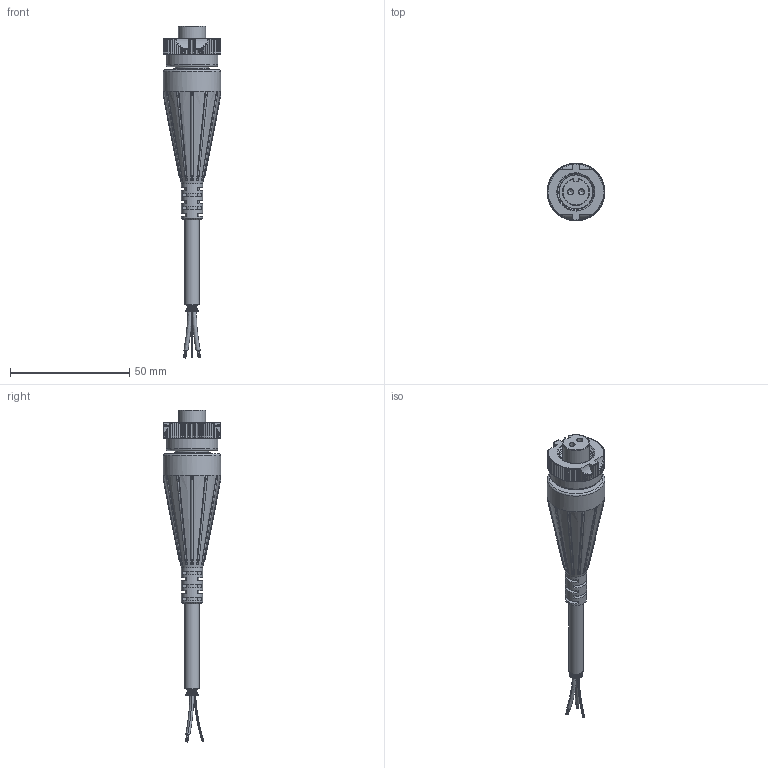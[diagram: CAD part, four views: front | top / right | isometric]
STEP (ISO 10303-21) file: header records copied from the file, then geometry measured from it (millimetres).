
FILE_DESCRIPTION(/* description */ (''),/* implementation_level */ '2;1');
FILE_NAME(/* name */ 'D2C.stp',/* time_stamp */ '2017-05-03T15:13:49-04:00',/* author */ ('aneininger'),/* organization */ (''),/* preprocessor_version */ 'ST-DEVELOPER v16.5',/* originating_system */ 'Autodesk Inventor 2017',/* authorisation */ '');
FILE_SCHEMA (('AUTOMOTIVE_DESIGN { 1 0 10303 214 3 1 1 }'));
Products named in the file (1): D2C
Bounding box: 24.13 x 24.13 x 139.12 mm (x, y, z)
Surface area: 8376.8 mm2 (no closed solid volume)
Topology: 0 solids, 1 shells, 1193 faces, 3817 edges, 2405 vertices
Faces by surface type: plane 458, bspline 410, cylinder 188, cone 133, torus 4
Full cylindrical faces by diameter (mm): 0.127 x19, 0.203 x38, 0.762 x2, 2.235 x2, 2.54 x2, 3.353 x1, 3.988 x1, 4.115 x1, 4.142 x1, 4.267 x1, 6.223 x1, 8.89 x1, 13.97 x1, 14.287 x6, 21.717 x1, 24.13 x1
Entity records: 61040 total; most frequent: CARTESIAN_POINT 27440, ORIENTED_EDGE 7340, DIRECTION 6809, EDGE_CURVE 3666, AXIS2_PLACEMENT_3D 3049, VERTEX_POINT 2346, CIRCLE 2006, EDGE_LOOP 1361
